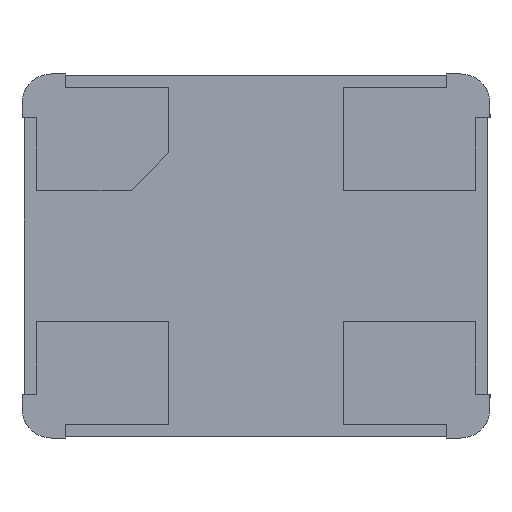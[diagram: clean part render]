
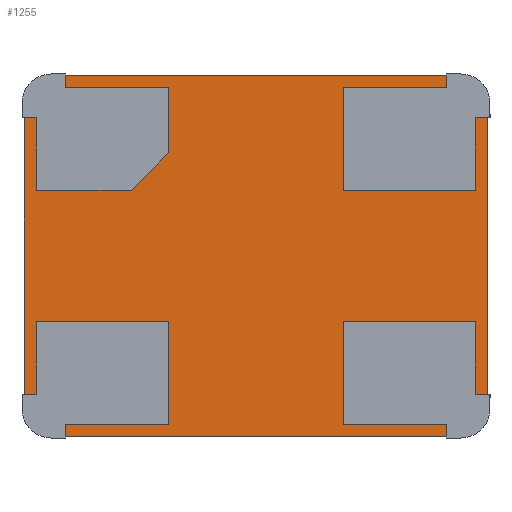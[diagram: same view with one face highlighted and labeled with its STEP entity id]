
A CAD part, front view. The second image highlights one B-rep face of the part: STEP entity #1255.
In plain terms, the highlighted planar face has unit normal (0, -1, 0).
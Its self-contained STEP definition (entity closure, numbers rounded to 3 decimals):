
#60 = DIRECTION ( 'NONE',  ( 0., 1., 0. ) ) ;
#227 = CARTESIAN_POINT ( 'NONE',  ( -0.598, 0.05, 1.159 ) ) ;
#261 = VERTEX_POINT ( 'NONE', #6376 ) ;
#521 = FACE_OUTER_BOUND ( 'NONE', #933, .T. ) ;
#550 = VECTOR ( 'NONE', #4135, 1000. ) ;
#570 = LINE ( 'NONE', #3695, #9224 ) ;
#643 = VERTEX_POINT ( 'NONE', #8843 ) ;
#697 = DIRECTION ( 'NONE',  ( 0., 1., 0. ) ) ;
#895 = CARTESIAN_POINT ( 'NONE',  ( -1.306, 0.05, 0.956 ) ) ;
#933 = EDGE_LOOP ( 'NONE', ( #6282, #8859, #2002, #3357, #4841, #10385, #1583, #7933, #5375, #4550, #10351, #2198, #6392, #10443, #5836, #3958, #10223 ) ) ;
#935 = CIRCLE ( 'NONE', #8435, 0.284 ) ;
#1095 = VECTOR ( 'NONE', #2033, 1000. ) ;
#1144 = CIRCLE ( 'NONE', #4031, 0.284 ) ;
#1167 = CARTESIAN_POINT ( 'NONE',  ( 1.59, 0.05, -0.959 ) ) ;
#1179 = VERTEX_POINT ( 'NONE', #4078 ) ;
#1255 = ADVANCED_FACE ( 'NONE', ( #521 ), #5030, .T. ) ;
#1552 = DIRECTION ( 'NONE',  ( -1., 0., 0. ) ) ;
#1583 = ORIENTED_EDGE ( 'NONE', *, *, #8983, .F. ) ;
#1641 = LINE ( 'NONE', #3867, #3597 ) ;
#1696 = DIRECTION ( 'NONE',  ( -1., 0., 0. ) ) ;
#1702 = DIRECTION ( 'NONE',  ( 1., 0., 0. ) ) ;
#1752 = DIRECTION ( 'NONE',  ( 0., 0., 1. ) ) ;
#1982 = CARTESIAN_POINT ( 'NONE',  ( -1.306, 0.05, -0.956 ) ) ;
#1991 = VECTOR ( 'NONE', #1696, 1000. ) ;
#1996 = DIRECTION ( 'NONE',  ( 0., 1., 0. ) ) ;
#1999 = CIRCLE ( 'NONE', #9061, 0.284 ) ;
#2002 = ORIENTED_EDGE ( 'NONE', *, *, #8980, .T. ) ;
#2027 = LINE ( 'NONE', #3001, #10614 ) ;
#2033 = DIRECTION ( 'NONE',  ( 0., 0., -1. ) ) ;
#2198 = ORIENTED_EDGE ( 'NONE', *, *, #9542, .F. ) ;
#2626 = VERTEX_POINT ( 'NONE', #10221 ) ;
#2690 = EDGE_CURVE ( 'NONE', #3003, #8339, #5861, .T. ) ;
#2754 = EDGE_CURVE ( 'NONE', #10692, #6739, #1144, .T. ) ;
#2783 = LINE ( 'NONE', #10017, #9443 ) ;
#2809 = DIRECTION ( 'NONE',  ( 0., 0., -1. ) ) ;
#2857 = VERTEX_POINT ( 'NONE', #7899 ) ;
#3001 = CARTESIAN_POINT ( 'NONE',  ( -1.307, 0.05, 1.159 ) ) ;
#3003 = VERTEX_POINT ( 'NONE', #4986 ) ;
#3032 = EDGE_CURVE ( 'NONE', #2626, #261, #9562, .T. ) ;
#3199 = VERTEX_POINT ( 'NONE', #9421 ) ;
#3242 = EDGE_CURVE ( 'NONE', #8510, #6824, #3938, .T. ) ;
#3323 = LINE ( 'NONE', #1167, #1095 ) ;
#3325 = CARTESIAN_POINT ( 'NONE',  ( 1.306, 0.05, -0.956 ) ) ;
#3357 = ORIENTED_EDGE ( 'NONE', *, *, #8863, .T. ) ;
#3378 = VECTOR ( 'NONE', #6074, 1000. ) ;
#3597 = VECTOR ( 'NONE', #9694, 1000. ) ;
#3695 = CARTESIAN_POINT ( 'NONE',  ( -1.302, 0.05, 1.24 ) ) ;
#3867 = CARTESIAN_POINT ( 'NONE',  ( -0.857, 0.05, 0.45 ) ) ;
#3938 = LINE ( 'NONE', #10273, #5082 ) ;
#3958 = ORIENTED_EDGE ( 'NONE', *, *, #8282, .F. ) ;
#4031 = AXIS2_PLACEMENT_3D ( 'NONE', #6989, #1996, #7818 ) ;
#4073 = CARTESIAN_POINT ( 'NONE',  ( -1.306, 0.05, -1.24 ) ) ;
#4078 = CARTESIAN_POINT ( 'NONE',  ( -1.302, 0.05, -1.24 ) ) ;
#4086 = VECTOR ( 'NONE', #5509, 1000. ) ;
#4135 = DIRECTION ( 'NONE',  ( 0., 0., -1. ) ) ;
#4156 = DIRECTION ( 'NONE',  ( 0., 0., 1. ) ) ;
#4157 = AXIS2_PLACEMENT_3D ( 'NONE', #5699, #697, #6558 ) ;
#4172 = EDGE_CURVE ( 'NONE', #8510, #7752, #2027, .T. ) ;
#4173 = CARTESIAN_POINT ( 'NONE',  ( -0.598, 0.05, 0.709 ) ) ;
#4203 = CIRCLE ( 'NONE', #9290, 0.284 ) ;
#4259 = CARTESIAN_POINT ( 'NONE',  ( -1.306, 0.05, -0.956 ) ) ;
#4407 = DIRECTION ( 'NONE',  ( 0., 0., 1. ) ) ;
#4509 = CARTESIAN_POINT ( 'NONE',  ( -0.857, 0.05, 0.45 ) ) ;
#4550 = ORIENTED_EDGE ( 'NONE', *, *, #10047, .F. ) ;
#4662 = CARTESIAN_POINT ( 'NONE',  ( -1.59, 0.05, -0.959 ) ) ;
#4841 = ORIENTED_EDGE ( 'NONE', *, *, #9476, .T. ) ;
#4977 = LINE ( 'NONE', #6533, #9438 ) ;
#4986 = CARTESIAN_POINT ( 'NONE',  ( -1.507, 0.05, 0.45 ) ) ;
#5030 = PLANE ( 'NONE',  #5169 ) ;
#5046 = CARTESIAN_POINT ( 'NONE',  ( 1.306, 0.05, 0.956 ) ) ;
#5064 = DIRECTION ( 'NONE',  ( 0., 0., -1. ) ) ;
#5082 = VECTOR ( 'NONE', #4407, 1000. ) ;
#5169 = AXIS2_PLACEMENT_3D ( 'NONE', #4259, #10087, #5064 ) ;
#5375 = ORIENTED_EDGE ( 'NONE', *, *, #2754, .F. ) ;
#5502 = AXIS2_PLACEMENT_3D ( 'NONE', #5046, #60, #5916 ) ;
#5509 = DIRECTION ( 'NONE',  ( 0., 0., 1. ) ) ;
#5536 = CARTESIAN_POINT ( 'NONE',  ( -1.307, 0.05, 1.159 ) ) ;
#5699 = CARTESIAN_POINT ( 'NONE',  ( 1.306, 0.05, -0.956 ) ) ;
#5836 = ORIENTED_EDGE ( 'NONE', *, *, #3032, .F. ) ;
#5861 = LINE ( 'NONE', #9436, #3378 ) ;
#5916 = DIRECTION ( 'NONE',  ( 0., 0., -1. ) ) ;
#6074 = DIRECTION ( 'NONE',  ( 0., 0., 1. ) ) ;
#6282 = ORIENTED_EDGE ( 'NONE', *, *, #3242, .F. ) ;
#6299 = LINE ( 'NONE', #4662, #4086 ) ;
#6317 = VERTEX_POINT ( 'NONE', #10472 ) ;
#6335 = VERTEX_POINT ( 'NONE', #9724 ) ;
#6376 = CARTESIAN_POINT ( 'NONE',  ( 1.59, 0.05, 0.959 ) ) ;
#6392 = ORIENTED_EDGE ( 'NONE', *, *, #6413, .F. ) ;
#6413 = EDGE_CURVE ( 'NONE', #6335, #643, #8948, .T. ) ;
#6533 = CARTESIAN_POINT ( 'NONE',  ( -1.507, 0.05, 0.45 ) ) ;
#6558 = DIRECTION ( 'NONE',  ( 0., 0., 1. ) ) ;
#6739 = VERTEX_POINT ( 'NONE', #6767 ) ;
#6741 = DIRECTION ( 'NONE',  ( 0., 1., 0. ) ) ;
#6743 = EDGE_CURVE ( 'NONE', #261, #6335, #3323, .T. ) ;
#6767 = CARTESIAN_POINT ( 'NONE',  ( -1.59, 0.05, -0.959 ) ) ;
#6824 = VERTEX_POINT ( 'NONE', #8703 ) ;
#6989 = CARTESIAN_POINT ( 'NONE',  ( -1.306, 0.05, -0.956 ) ) ;
#7038 = CARTESIAN_POINT ( 'NONE',  ( -1.507, 0.05, 0.95 ) ) ;
#7094 = VERTEX_POINT ( 'NONE', #7629 ) ;
#7214 = LINE ( 'NONE', #4173, #550 ) ;
#7498 = EDGE_CURVE ( 'NONE', #6824, #7094, #4203, .T. ) ;
#7629 = CARTESIAN_POINT ( 'NONE',  ( -1.302, 0.05, 1.24 ) ) ;
#7752 = VERTEX_POINT ( 'NONE', #227 ) ;
#7807 = DIRECTION ( 'NONE',  ( 0., 1., 0. ) ) ;
#7818 = DIRECTION ( 'NONE',  ( 0., 0., -1. ) ) ;
#7899 = CARTESIAN_POINT ( 'NONE',  ( -1.59, 0.05, 0.95 ) ) ;
#7933 = ORIENTED_EDGE ( 'NONE', *, *, #9362, .F. ) ;
#8282 = EDGE_CURVE ( 'NONE', #7094, #2626, #570, .T. ) ;
#8339 = VERTEX_POINT ( 'NONE', #7038 ) ;
#8435 = AXIS2_PLACEMENT_3D ( 'NONE', #1982, #7807, #2809 ) ;
#8510 = VERTEX_POINT ( 'NONE', #5536 ) ;
#8703 = CARTESIAN_POINT ( 'NONE',  ( -1.307, 0.05, 1.24 ) ) ;
#8843 = CARTESIAN_POINT ( 'NONE',  ( 1.306, 0.05, -1.24 ) ) ;
#8859 = ORIENTED_EDGE ( 'NONE', *, *, #4172, .T. ) ;
#8863 = EDGE_CURVE ( 'NONE', #3199, #10173, #1641, .T. ) ;
#8948 = CIRCLE ( 'NONE', #4157, 0.284 ) ;
#8980 = EDGE_CURVE ( 'NONE', #7752, #3199, #7214, .T. ) ;
#8983 = EDGE_CURVE ( 'NONE', #2857, #8339, #2783, .T. ) ;
#9061 = AXIS2_PLACEMENT_3D ( 'NONE', #3325, #9176, #4156 ) ;
#9176 = DIRECTION ( 'NONE',  ( 0., 1., 0. ) ) ;
#9224 = VECTOR ( 'NONE', #10348, 1000. ) ;
#9290 = AXIS2_PLACEMENT_3D ( 'NONE', #895, #6741, #1752 ) ;
#9362 = EDGE_CURVE ( 'NONE', #6739, #2857, #6299, .T. ) ;
#9421 = CARTESIAN_POINT ( 'NONE',  ( -0.598, 0.05, 0.709 ) ) ;
#9436 = CARTESIAN_POINT ( 'NONE',  ( -1.507, 0.05, 0.45 ) ) ;
#9438 = VECTOR ( 'NONE', #1552, 1000. ) ;
#9443 = VECTOR ( 'NONE', #1702, 1000. ) ;
#9476 = EDGE_CURVE ( 'NONE', #10173, #3003, #4977, .T. ) ;
#9542 = EDGE_CURVE ( 'NONE', #643, #6317, #1999, .T. ) ;
#9562 = CIRCLE ( 'NONE', #5502, 0.284 ) ;
#9694 = DIRECTION ( 'NONE',  ( -0.707, 0., -0.707 ) ) ;
#9724 = CARTESIAN_POINT ( 'NONE',  ( 1.59, 0.05, -0.959 ) ) ;
#9894 = EDGE_CURVE ( 'NONE', #6317, #1179, #10575, .T. ) ;
#10017 = CARTESIAN_POINT ( 'NONE',  ( -1.607, 0.05, 0.95 ) ) ;
#10036 = CARTESIAN_POINT ( 'NONE',  ( -1.302, 0.05, -1.24 ) ) ;
#10047 = EDGE_CURVE ( 'NONE', #1179, #10692, #935, .T. ) ;
#10087 = DIRECTION ( 'NONE',  ( 0., -1., 0. ) ) ;
#10173 = VERTEX_POINT ( 'NONE', #4509 ) ;
#10221 = CARTESIAN_POINT ( 'NONE',  ( 1.302, 0.05, 1.24 ) ) ;
#10223 = ORIENTED_EDGE ( 'NONE', *, *, #7498, .F. ) ;
#10273 = CARTESIAN_POINT ( 'NONE',  ( -1.307, 0.05, 1.25 ) ) ;
#10348 = DIRECTION ( 'NONE',  ( 1., 0., 0. ) ) ;
#10351 = ORIENTED_EDGE ( 'NONE', *, *, #9894, .F. ) ;
#10385 = ORIENTED_EDGE ( 'NONE', *, *, #2690, .T. ) ;
#10443 = ORIENTED_EDGE ( 'NONE', *, *, #6743, .F. ) ;
#10472 = CARTESIAN_POINT ( 'NONE',  ( 1.302, 0.05, -1.24 ) ) ;
#10502 = DIRECTION ( 'NONE',  ( 1., 0., 0. ) ) ;
#10575 = LINE ( 'NONE', #10036, #1991 ) ;
#10614 = VECTOR ( 'NONE', #10502, 1000. ) ;
#10692 = VERTEX_POINT ( 'NONE', #4073 ) ;
